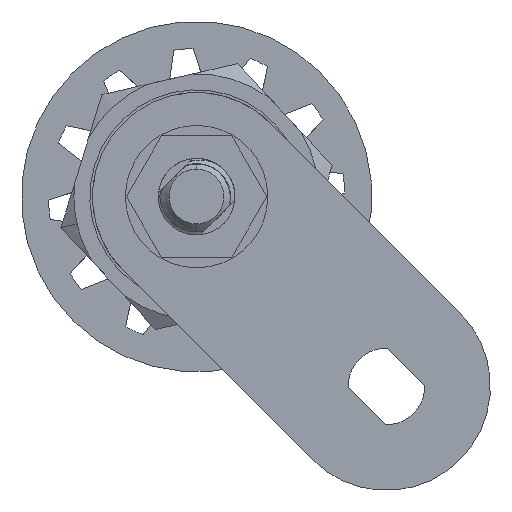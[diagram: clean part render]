
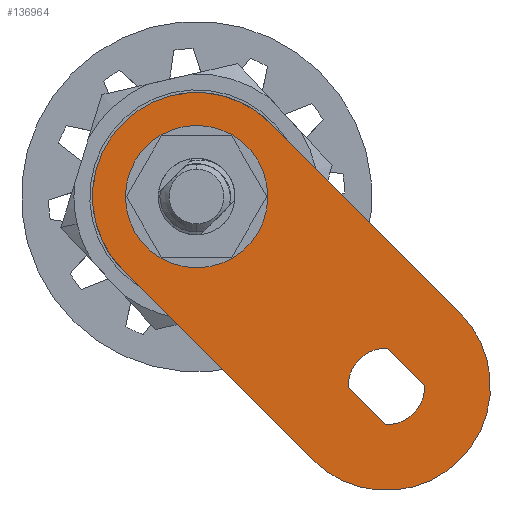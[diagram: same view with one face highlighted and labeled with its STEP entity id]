
A CAD part, front view. The second image highlights one B-rep face of the part: STEP entity #136964.
In plain terms, the highlighted planar face has unit normal (0, -1, 0).
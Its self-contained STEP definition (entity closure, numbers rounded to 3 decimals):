
#19345 = AXIS2_PLACEMENT_3D ( 'NONE', #198612, #198615, #198618 ) ;
#101874 = EDGE_LOOP ( 'NONE', ( #148834, #148837, #148840, #148843, #148846 ) ) ;
#101994 = EDGE_LOOP ( 'NONE', ( #148849, #148852, #148855, #148858, #148861 ) ) ;
#102050 = EDGE_LOOP ( 'NONE', ( #148864, #148867 ) ) ;
#136964 = ADVANCED_FACE ( 'NONE', ( #198553, #198559, #198565 ), #198570, .F. ) ;
#148834 = ORIENTED_EDGE ( 'NONE', *, *, #155090, .T. ) ;
#148837 = ORIENTED_EDGE ( 'NONE', *, *, #155086, .T. ) ;
#148840 = ORIENTED_EDGE ( 'NONE', *, *, #155044, .T. ) ;
#148843 = ORIENTED_EDGE ( 'NONE', *, *, #155083, .T. ) ;
#148846 = ORIENTED_EDGE ( 'NONE', *, *, #155076, .T. ) ;
#148849 = ORIENTED_EDGE ( 'NONE', *, *, #155107, .F. ) ;
#148852 = ORIENTED_EDGE ( 'NONE', *, *, #155093, .F. ) ;
#148855 = ORIENTED_EDGE ( 'NONE', *, *, #155100, .F. ) ;
#148858 = ORIENTED_EDGE ( 'NONE', *, *, #155104, .F. ) ;
#148861 = ORIENTED_EDGE ( 'NONE', *, *, #155034, .F. ) ;
#148864 = ORIENTED_EDGE ( 'NONE', *, *, #155025, .T. ) ;
#148867 = ORIENTED_EDGE ( 'NONE', *, *, #155109, .T. ) ;
#153911 = VERTEX_POINT ( 'NONE', #292458 ) ;
#153915 = VERTEX_POINT ( 'NONE', #292462 ) ;
#153917 = VERTEX_POINT ( 'NONE', #292464 ) ;
#153919 = VERTEX_POINT ( 'NONE', #292466 ) ;
#153921 = VERTEX_POINT ( 'NONE', #292468 ) ;
#153929 = VERTEX_POINT ( 'NONE', #292476 ) ;
#155025 = EDGE_CURVE ( 'NONE', #163781, #163753, #167498, .T. ) ;
#155034 = EDGE_CURVE ( 'NONE', #163766, #163919, #167506, .T. ) ;
#155044 = EDGE_CURVE ( 'NONE', #163929, #163933, #271076, .T. ) ;
#155076 = EDGE_CURVE ( 'NONE', #153911, #153915, #267662, .T. ) ;
#155083 = EDGE_CURVE ( 'NONE', #163933, #153911, #271156, .T. ) ;
#155086 = EDGE_CURVE ( 'NONE', #153921, #163929, #267654, .T. ) ;
#155090 = EDGE_CURVE ( 'NONE', #153915, #153921, #271170, .T. ) ;
#155093 = EDGE_CURVE ( 'NONE', #153919, #153917, #267703, .T. ) ;
#155100 = EDGE_CURVE ( 'NONE', #153929, #153919, #271187, .T. ) ;
#155104 = EDGE_CURVE ( 'NONE', #163919, #153929, #267804, .T. ) ;
#155107 = EDGE_CURVE ( 'NONE', #153917, #163766, #271200, .T. ) ;
#155109 = EDGE_CURVE ( 'NONE', #163753, #163781, #271204, .T. ) ;
#163753 = VERTEX_POINT ( 'NONE', #188745 ) ;
#163766 = VERTEX_POINT ( 'NONE', #188775 ) ;
#163781 = VERTEX_POINT ( 'NONE', #188783 ) ;
#163919 = VERTEX_POINT ( 'NONE', #188852 ) ;
#163929 = VERTEX_POINT ( 'NONE', #188858 ) ;
#163933 = VERTEX_POINT ( 'NONE', #188860 ) ;
#167498 = CIRCLE ( 'NONE', #167502, 6.5 ) ;
#167502 = AXIS2_PLACEMENT_3D ( 'NONE', #267412, #267415, #267418 ) ;
#167506 = CIRCLE ( 'NONE', #271056, 9.5 ) ;
#188745 = CARTESIAN_POINT ( 'NONE',  ( -5.773, -17.796, 0. ) ) ;
#188775 = CARTESIAN_POINT ( 'NONE',  ( -5.99, -17.796, 6.718 ) ) ;
#188783 = CARTESIAN_POINT ( 'NONE',  ( 7.227, -17.796, 0. ) ) ;
#188852 = CARTESIAN_POINT ( 'NONE',  ( 7.445, -17.796, 6.718 ) ) ;
#188858 = CARTESIAN_POINT ( 'NONE',  ( 14.553, -17.796, -17.432 ) ) ;
#188860 = CARTESIAN_POINT ( 'NONE',  ( 15.577, -17.796, -14.849 ) ) ;
#198553 = FACE_BOUND ( 'NONE', #101874, .T. ) ;
#198559 = FACE_OUTER_BOUND ( 'NONE', #101994, .T. ) ;
#198565 = FACE_BOUND ( 'NONE', #102050, .T. ) ;
#198570 = PLANE ( 'NONE',  #19345 ) ;
#198612 = CARTESIAN_POINT ( 'NONE',  ( 0.727, -17.796, 0. ) ) ;
#198615 = DIRECTION ( 'NONE',  ( 0., 1., 0. ) ) ;
#198618 = DIRECTION ( 'NONE',  ( 0.707, 0., -0.707 ) ) ;
#267412 = CARTESIAN_POINT ( 'NONE',  ( 0.727, -17.796, 0. ) ) ;
#267415 = DIRECTION ( 'NONE',  ( 0., 1., 0. ) ) ;
#267418 = DIRECTION ( 'NONE',  ( 1., 0., 0. ) ) ;
#267460 = CARTESIAN_POINT ( 'NONE',  ( 0.727, -17.796, 0. ) ) ;
#267463 = DIRECTION ( 'NONE',  ( 0., 1., 0. ) ) ;
#267466 = DIRECTION ( 'NONE',  ( 0.707, 0., -0.707 ) ) ;
#267509 = CARTESIAN_POINT ( 'NONE',  ( 18.052, -17.796, -17.324 ) ) ;
#267512 = DIRECTION ( 'NONE',  ( 0., 1., 0. ) ) ;
#267515 = DIRECTION ( 'NONE',  ( 0.707, 0., -0.707 ) ) ;
#267648 = CARTESIAN_POINT ( 'NONE',  ( 21.55, -17.796, -17.216 ) ) ;
#267654 = LINE ( 'NONE', #267659, #271160 ) ;
#267659 = CARTESIAN_POINT ( 'NONE',  ( 17.944, -17.796, -20.822 ) ) ;
#267662 = LINE ( 'NONE', #267648, #271140 ) ;
#267676 = DIRECTION ( 'NONE',  ( 0.707, 0., -0.707 ) ) ;
#267703 = LINE ( 'NONE', #267708, #271173 ) ;
#267708 = CARTESIAN_POINT ( 'NONE',  ( -5.99, -17.796, -6.718 ) ) ;
#267711 = CARTESIAN_POINT ( 'NONE',  ( 18.052, -17.796, -17.324 ) ) ;
#267714 = DIRECTION ( 'NONE',  ( 0., 1., 0. ) ) ;
#267717 = DIRECTION ( 'NONE',  ( 0.707, 0., -0.707 ) ) ;
#267722 = DIRECTION ( 'NONE',  ( -0.707, 0., 0.707 ) ) ;
#267746 = CARTESIAN_POINT ( 'NONE',  ( 18.052, -17.796, -17.324 ) ) ;
#267749 = DIRECTION ( 'NONE',  ( 0., 1., 0. ) ) ;
#267752 = DIRECTION ( 'NONE',  ( 0.707, 0., -0.707 ) ) ;
#267757 = DIRECTION ( 'NONE',  ( -0.707, 0., 0.707 ) ) ;
#267790 = CARTESIAN_POINT ( 'NONE',  ( 18.052, -17.796, -17.324 ) ) ;
#267793 = DIRECTION ( 'NONE',  ( 0., 1., 0. ) ) ;
#267796 = DIRECTION ( 'NONE',  ( 0.707, 0., -0.707 ) ) ;
#267804 = LINE ( 'NONE', #267809, #271196 ) ;
#267809 = CARTESIAN_POINT ( 'NONE',  ( 7.445, -17.796, 6.718 ) ) ;
#267812 = DIRECTION ( 'NONE',  ( 0.707, 0., -0.707 ) ) ;
#267823 = CARTESIAN_POINT ( 'NONE',  ( 0.727, -17.796, 0. ) ) ;
#267826 = DIRECTION ( 'NONE',  ( 0., 1., 0. ) ) ;
#267829 = DIRECTION ( 'NONE',  ( 0.707, 0., -0.707 ) ) ;
#267836 = CARTESIAN_POINT ( 'NONE',  ( 0.727, -17.796, 0. ) ) ;
#267839 = DIRECTION ( 'NONE',  ( 0., 1., 0. ) ) ;
#267842 = DIRECTION ( 'NONE',  ( 1., 0., 0. ) ) ;
#271056 = AXIS2_PLACEMENT_3D ( 'NONE', #267460, #267463, #267466 ) ;
#271076 = CIRCLE ( 'NONE', #271084, 3.5 ) ;
#271084 = AXIS2_PLACEMENT_3D ( 'NONE', #267509, #267512, #267515 ) ;
#271140 = VECTOR ( 'NONE', #267676, 1000. ) ;
#271156 = CIRCLE ( 'NONE', #271164, 3.5 ) ;
#271160 = VECTOR ( 'NONE', #267722, 1000. ) ;
#271164 = AXIS2_PLACEMENT_3D ( 'NONE', #267711, #267714, #267717 ) ;
#271170 = CIRCLE ( 'NONE', #271176, 3.5 ) ;
#271173 = VECTOR ( 'NONE', #267757, 1000. ) ;
#271176 = AXIS2_PLACEMENT_3D ( 'NONE', #267746, #267749, #267752 ) ;
#271187 = CIRCLE ( 'NONE', #271193, 9.5 ) ;
#271193 = AXIS2_PLACEMENT_3D ( 'NONE', #267790, #267793, #267796 ) ;
#271196 = VECTOR ( 'NONE', #267812, 1000. ) ;
#271200 = CIRCLE ( 'NONE', #271207, 9.5 ) ;
#271204 = CIRCLE ( 'NONE', #271213, 6.5 ) ;
#271207 = AXIS2_PLACEMENT_3D ( 'NONE', #267823, #267826, #267829 ) ;
#271213 = AXIS2_PLACEMENT_3D ( 'NONE', #267836, #267839, #267842 ) ;
#292458 = CARTESIAN_POINT ( 'NONE',  ( 18.159, -17.796, -13.826 ) ) ;
#292462 = CARTESIAN_POINT ( 'NONE',  ( 21.55, -17.796, -17.216 ) ) ;
#292464 = CARTESIAN_POINT ( 'NONE',  ( -5.99, -17.796, -6.718 ) ) ;
#292466 = CARTESIAN_POINT ( 'NONE',  ( 11.334, -17.796, -24.042 ) ) ;
#292468 = CARTESIAN_POINT ( 'NONE',  ( 17.944, -17.796, -20.822 ) ) ;
#292476 = CARTESIAN_POINT ( 'NONE',  ( 24.769, -17.796, -10.607 ) ) ;
